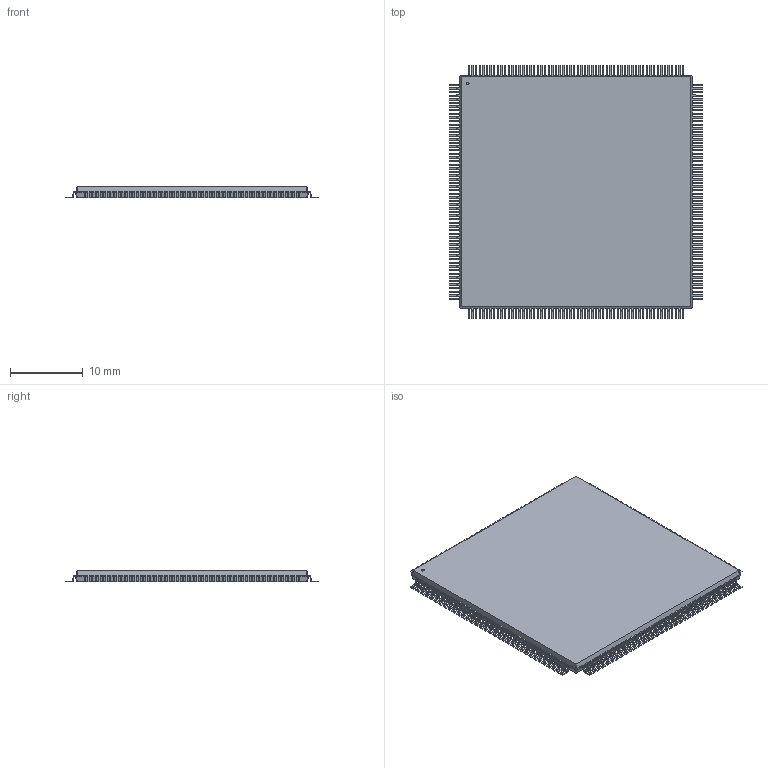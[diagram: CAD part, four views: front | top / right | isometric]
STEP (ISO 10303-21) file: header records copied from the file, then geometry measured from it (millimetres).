
FILE_DESCRIPTION(/* description */ ('model of PQFP-240_32.1x32.1mm_P0.5mm'),/* implementation_level */ '2;1');
FILE_NAME(/* name */ 'PQFP-240_32.1x32.1mm_P0.5mm.step',/* time_stamp */ '1970-01-01T00:00:00',/* author */ ('KiCAD','kicad'),/* organization */ ('OCCT'),/* preprocessor_version */ '',/* originating_system */ 'KiCAD',/* authorisation */ '');
FILE_SCHEMA(('AUTOMOTIVE_DESIGN { 1 0 10303 214 1 1 1 1 }'));
Length unit declared in the file: millimetre
Products named in the file (1): PQFP-240_32.1x32.1mm_P0.5mm
Bounding box: 34.92 x 34.92 x 1.6 mm (x, y, z)
Volume: 1535.1 mm3; surface area: 2505.8 mm2
Topology: 1 solids, 1 shells, 3627 faces, 9905 edges, 6281 vertices
Faces by surface type: plane 2651, cylinder 960, bspline 16
Entity records: 72491 total; most frequent: ORIENTED_EDGE 16914, EDGE_CURVE 9905, CARTESIAN_POINT 8684, VERTEX_POINT 6281, LINE 6280, AXIS2_PLACEMENT_3D 4694, FACE_BOUND 3628, EDGE_LOOP 3628
